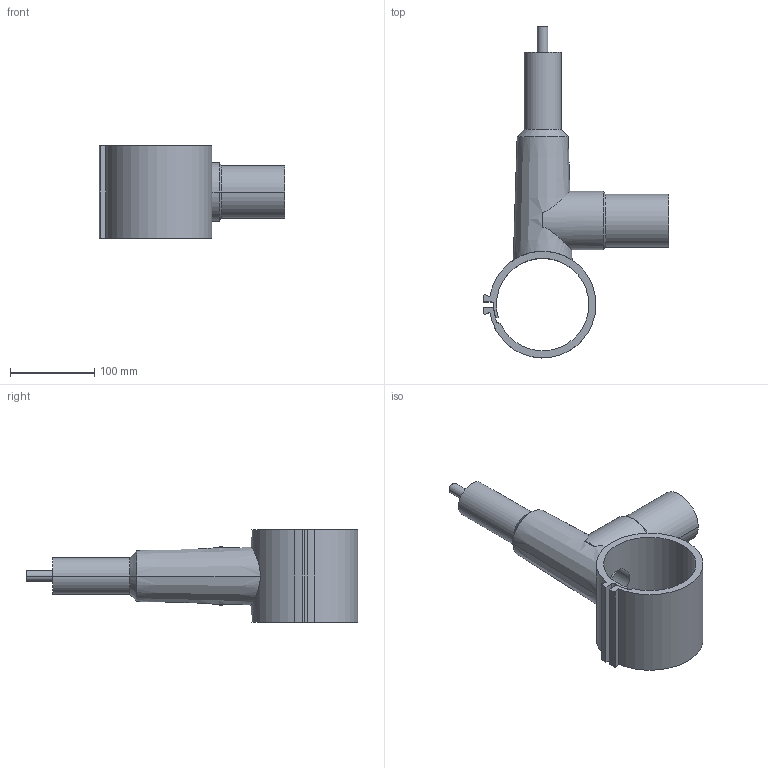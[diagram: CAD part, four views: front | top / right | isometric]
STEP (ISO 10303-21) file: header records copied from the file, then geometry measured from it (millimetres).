
FILE_DESCRIPTION( ( '' ), '1' );
FILE_NAME( 'UEL-A 110-032.stp', '2015-08-31T15:18:09', ( '' ), ( '' ), ' ', ' ', ' ' );
FILE_SCHEMA( ( 'automotive_design' ) );
Length unit declared in the file: millimetre
Products named in the file (1): 1
Bounding box: 220.68 x 394.88 x 110 mm (x, y, z)
Volume: 856488.1 mm3; surface area: 210508.5 mm2
Topology: 1 solids, 1 shells, 45 faces, 111 edges, 70 vertices
Faces by surface type: cylinder 23, plane 16, cone 6
Entity records: 3288 total; most frequent: CARTESIAN_POINT 911, DIRECTION 237, STYLED_ITEM 227, PRESENTATION_STYLE_ASSIGNMENT 227, COLOUR_RGB 227, ORIENTED_EDGE 222, EDGE_CURVE 111, CURVE_STYLE 111
